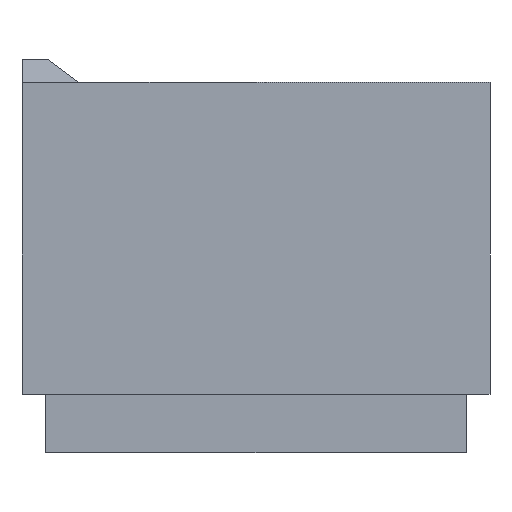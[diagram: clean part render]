
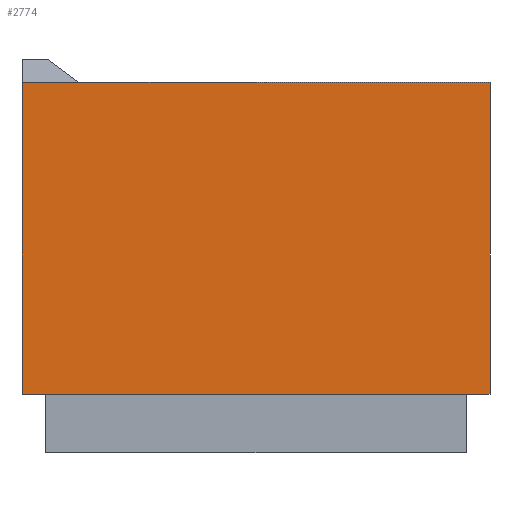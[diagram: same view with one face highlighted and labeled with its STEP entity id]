
A CAD part, front view. The second image highlights one B-rep face of the part: STEP entity #2774.
In plain terms, the highlighted planar face has unit normal (0, -1, 0).
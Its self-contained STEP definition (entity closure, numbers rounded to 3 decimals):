
#192=FACE_OUTER_BOUND('',#375,.T.);
#375=EDGE_LOOP('',(#2448,#2449,#2450,#2451));
#607=LINE('',#4101,#976);
#610=LINE('',#4107,#979);
#735=LINE('',#4366,#1104);
#741=LINE('',#4378,#1110);
#976=VECTOR('',#3362,10.);
#979=VECTOR('',#3369,10.);
#1104=VECTOR('',#3596,10.);
#1110=VECTOR('',#3606,10.);
#1271=VERTEX_POINT('',#4098);
#1272=VERTEX_POINT('',#4100);
#1273=VERTEX_POINT('',#4106);
#1356=VERTEX_POINT('',#4364);
#1591=EDGE_CURVE('',#1271,#1272,#607,.T.);
#1594=EDGE_CURVE('',#1272,#1273,#610,.T.);
#1719=EDGE_CURVE('',#1271,#1356,#735,.T.);
#1725=EDGE_CURVE('',#1356,#1273,#741,.T.);
#2448=ORIENTED_EDGE('',*,*,#1719,.T.);
#2449=ORIENTED_EDGE('',*,*,#1725,.T.);
#2450=ORIENTED_EDGE('',*,*,#1594,.F.);
#2451=ORIENTED_EDGE('',*,*,#1591,.F.);
#2620=PLANE('',#2942);
#2774=ADVANCED_FACE('',(#192),#2620,.T.);
#2942=AXIS2_PLACEMENT_3D('',#4379,#3607,#3608);
#3362=DIRECTION('',(0.,0.,1.));
#3369=DIRECTION('',(1.,0.,0.));
#3596=DIRECTION('',(1.,0.,0.));
#3606=DIRECTION('',(0.,0.,1.));
#3607=DIRECTION('center_axis',(0.,-1.,0.));
#3608=DIRECTION('ref_axis',(1.,0.,0.));
#4098=CARTESIAN_POINT('',(0.,-297.942,18.175));
#4100=CARTESIAN_POINT('',(0.,-297.942,58.175));
#4101=CARTESIAN_POINT('',(0.,-297.942,18.175));
#4106=CARTESIAN_POINT('',(60.,-297.942,58.175));
#4107=CARTESIAN_POINT('',(0.,-297.942,58.175));
#4364=CARTESIAN_POINT('',(60.,-297.942,18.175));
#4366=CARTESIAN_POINT('',(0.,-297.942,18.175));
#4378=CARTESIAN_POINT('',(60.,-297.942,18.175));
#4379=CARTESIAN_POINT('Origin',(0.,-297.942,18.175));
